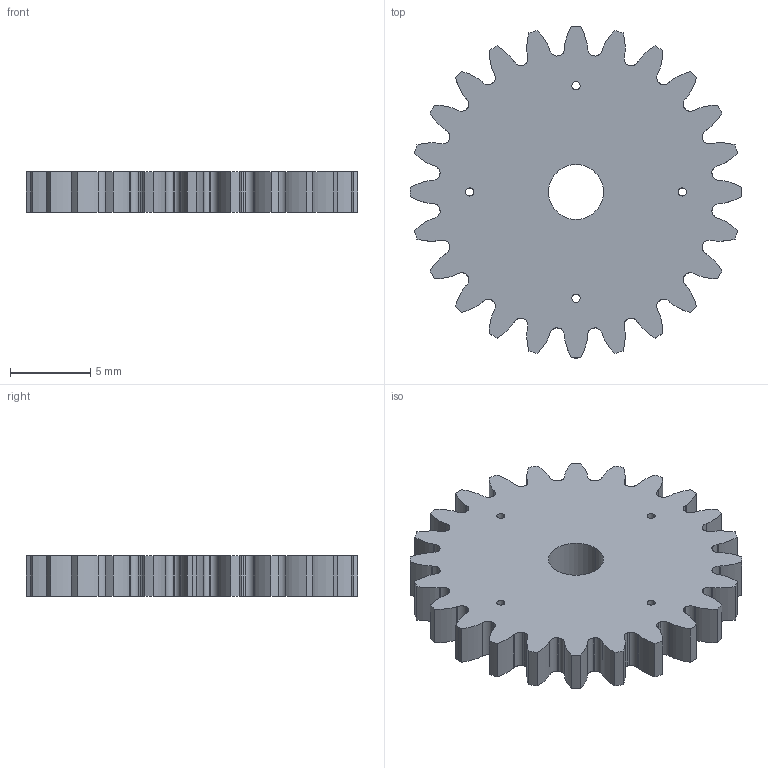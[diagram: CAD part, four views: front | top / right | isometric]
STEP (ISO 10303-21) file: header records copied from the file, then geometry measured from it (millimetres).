
FILE_DESCRIPTION (( 'STEP AP214' ), '1' );
FILE_NAME ('Gear Blank - 24T Plastic .STEP', '2021-05-04T06:14:17', ( '' ), ( '' ), 'SwSTEP 2.0', 'SolidWorks 2019', '' );
FILE_SCHEMA (( 'AUTOMOTIVE_DESIGN' ));
Length unit declared in the file: inch
Products named in the file (1): Gear Blank - 24T Plastic 
Bounding box: 20.64 x 20.64 x 2.54 mm (x, y, z)
Volume: 689.6 mm3; surface area: 882.4 mm2
Topology: 1 solids, 1 shells, 205 faces, 609 edges, 406 vertices
Faces by surface type: bspline 96, cylinder 59, plane 50
Entity records: 10165 total; most frequent: CARTESIAN_POINT 5157, ORIENTED_EDGE 1218, DIRECTION 755, EDGE_CURVE 609, VERTEX_POINT 406, LINE 299, VECTOR 299, AXIS2_PLACEMENT_3D 228
